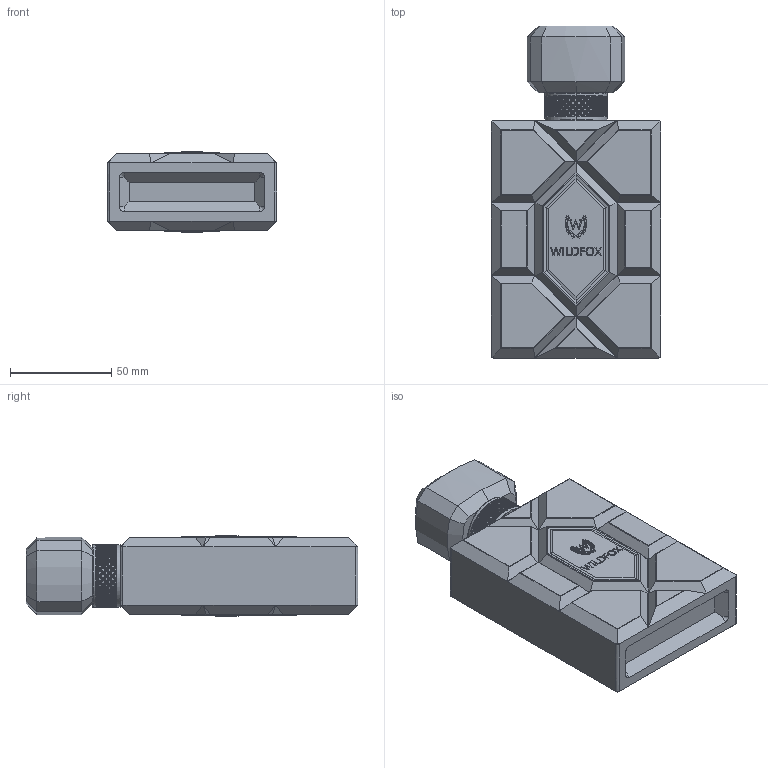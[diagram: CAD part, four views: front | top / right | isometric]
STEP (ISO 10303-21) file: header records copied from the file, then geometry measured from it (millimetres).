
FILE_DESCRIPTION(('FreeCAD Model'),'2;1');
FILE_NAME('Open CASCADE Shape Model','2025-05-04T05:01:07',('FreeCAD'),( 'FreeCAD'),'Open CASCADE STEP processor 7.6','FreeCAD','Unknown');
FILE_SCHEMA(('AUTOMOTIVE_DESIGN { 1 0 10303 214 1 1 1 1 }'));
Products named in the file (1): Open CASCADE STEP translator 7.6 1
Bounding box: 83.93 x 164.27 x 39.81 mm (x, y, z)
Volume: 225827.7 mm3; surface area: 80783.3 mm2
Topology: 6 solids, 6 shells, 2076 faces, 5368 edges, 3497 vertices
Faces by surface type: bspline 2076
Entity records: 97027 total; most frequent: CARTESIAN_POINT 65191, ORIENTED_EDGE 10712, EDGE_CURVE 5356, B_SPLINE_CURVE_WITH_KNOTS 4653, VERTEX_POINT 3497, FACE_BOUND 2281, EDGE_LOOP 2281, ADVANCED_FACE 2076
